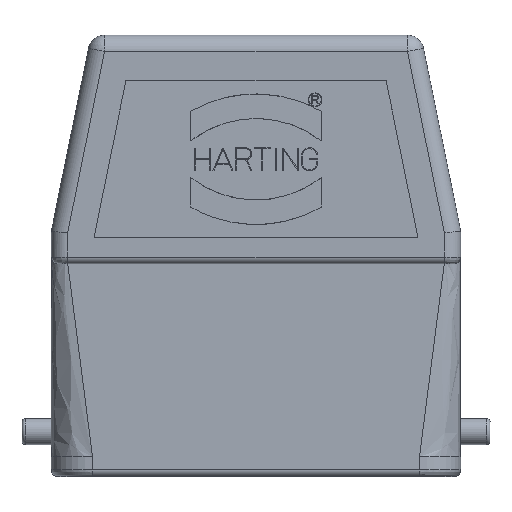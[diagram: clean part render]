
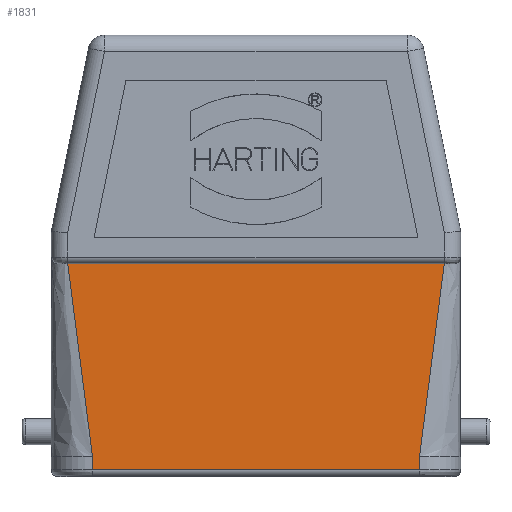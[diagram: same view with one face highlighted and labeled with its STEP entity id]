
A CAD part, top view. The second image highlights one B-rep face of the part: STEP entity #1831.
In plain terms, the highlighted planar face has unit normal (0, 0, 1).
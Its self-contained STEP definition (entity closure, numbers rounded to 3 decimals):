
#976=LINE('',#7275,#1393);
#1000=LINE('',#7434,#1417);
#1001=LINE('',#7443,#1418);
#1002=LINE('',#7445,#1419);
#1003=LINE('',#7447,#1420);
#1004=LINE('',#7449,#1421);
#1393=VECTOR('',#5884,1.);
#1417=VECTOR('',#5966,1.);
#1418=VECTOR('',#5969,1.);
#1419=VECTOR('',#5970,1.);
#1420=VECTOR('',#5971,1.);
#1421=VECTOR('',#5972,1.);
#1831=ADVANCED_FACE('',(#2201),#2033,.T.);
#2033=PLANE('',#5126);
#2201=FACE_OUTER_BOUND('',#2448,.T.);
#2448=EDGE_LOOP('',(#3263,#3264,#3265,#3266,#3267,#3268));
#3263=ORIENTED_EDGE('',*,*,#4461,.T.);
#3264=ORIENTED_EDGE('',*,*,#4462,.T.);
#3265=ORIENTED_EDGE('',*,*,#4463,.T.);
#3266=ORIENTED_EDGE('',*,*,#4464,.F.);
#3267=ORIENTED_EDGE('',*,*,#4459,.T.);
#3268=ORIENTED_EDGE('',*,*,#4418,.T.);
#3938=VERTEX_POINT('',#7274);
#3939=VERTEX_POINT('',#7276);
#3961=VERTEX_POINT('',#7435);
#3962=VERTEX_POINT('',#7444);
#3963=VERTEX_POINT('',#7446);
#3964=VERTEX_POINT('',#7448);
#4418=EDGE_CURVE('',#3939,#3938,#976,.T.);
#4459=EDGE_CURVE('',#3961,#3939,#1000,.T.);
#4461=EDGE_CURVE('',#3938,#3962,#1001,.T.);
#4462=EDGE_CURVE('',#3962,#3963,#1002,.T.);
#4463=EDGE_CURVE('',#3963,#3964,#1003,.T.);
#4464=EDGE_CURVE('',#3961,#3964,#1004,.T.);
#5126=AXIS2_PLACEMENT_3D('',#7450,#5973,#5974);
#5884=DIRECTION('',(0.,-1.,0.));
#5966=DIRECTION('',(0.127,-0.992,0.));
#5969=DIRECTION('',(1.,0.,0.));
#5970=DIRECTION('',(0.,1.,0.));
#5971=DIRECTION('',(0.127,0.992,0.));
#5972=DIRECTION('',(1.,0.,0.));
#5973=DIRECTION('',(0.,0.,1.));
#5974=DIRECTION('',(1.,0.,0.));
#7274=CARTESIAN_POINT('',(-25.05,-13.6,14.75));
#7275=CARTESIAN_POINT('',(-25.05,-11.6,14.75));
#7276=CARTESIAN_POINT('',(-25.05,-11.6,14.75));
#7434=CARTESIAN_POINT('',(-28.85,18.,14.75));
#7435=CARTESIAN_POINT('',(-28.85,18.,14.75));
#7443=CARTESIAN_POINT('',(-25.05,-13.6,14.75));
#7444=CARTESIAN_POINT('',(25.05,-13.6,14.75));
#7445=CARTESIAN_POINT('',(25.05,-13.6,14.75));
#7446=CARTESIAN_POINT('',(25.05,-11.6,14.75));
#7447=CARTESIAN_POINT('',(25.05,-11.6,14.75));
#7448=CARTESIAN_POINT('',(28.85,18.,14.75));
#7449=CARTESIAN_POINT('',(-28.85,18.,14.75));
#7450=CARTESIAN_POINT('',(-31.45,-14.7,14.75));
